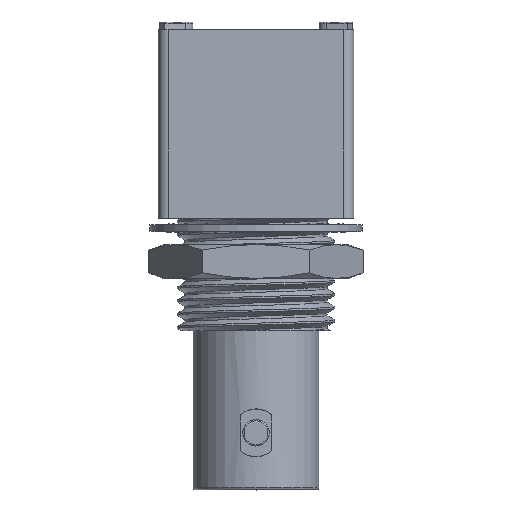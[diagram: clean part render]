
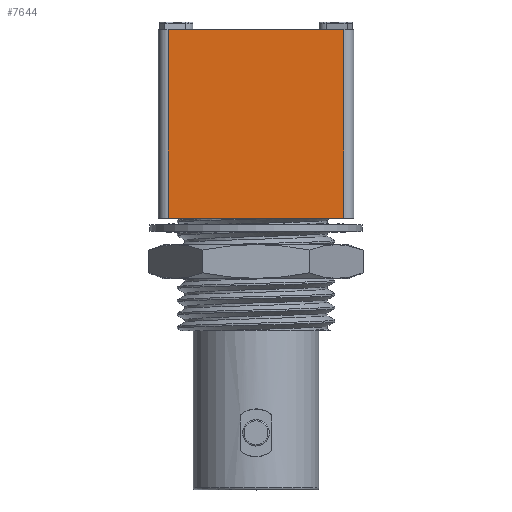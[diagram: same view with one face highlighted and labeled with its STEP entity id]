
A CAD part, top view. The second image highlights one B-rep face of the part: STEP entity #7644.
In plain terms, the highlighted planar face has unit normal (0, 0, 1).
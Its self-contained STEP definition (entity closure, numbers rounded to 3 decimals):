
#299=PLANE('',#8259);
#584=FACE_OUTER_BOUND('',#1065,.T.);
#1065=EDGE_LOOP('',(#5514,#5515,#5516,#5517));
#2057=LINE('',#12540,#2721);
#2059=LINE('',#12546,#2723);
#2060=LINE('',#12548,#2724);
#2061=LINE('',#12549,#2725);
#2721=VECTOR('',#9333,10.);
#2723=VECTOR('',#9339,10.);
#2724=VECTOR('',#9340,10.);
#2725=VECTOR('',#9341,10.);
#3408=VERTEX_POINT('',#12537);
#3409=VERTEX_POINT('',#12539);
#3411=VERTEX_POINT('',#12545);
#3412=VERTEX_POINT('',#12547);
#4213=EDGE_CURVE('',#3408,#3409,#2057,.T.);
#4216=EDGE_CURVE('',#3411,#3408,#2059,.T.);
#4217=EDGE_CURVE('',#3412,#3411,#2060,.T.);
#4218=EDGE_CURVE('',#3412,#3409,#2061,.T.);
#5514=ORIENTED_EDGE('',*,*,#4213,.F.);
#5515=ORIENTED_EDGE('',*,*,#4216,.F.);
#5516=ORIENTED_EDGE('',*,*,#4217,.F.);
#5517=ORIENTED_EDGE('',*,*,#4218,.T.);
#7644=ADVANCED_FACE('',(#584),#299,.T.);
#8259=AXIS2_PLACEMENT_3D('',#12544,#9337,#9338);
#9333=DIRECTION('',(0.,-1.,0.));
#9337=DIRECTION('center_axis',(0.,0.,1.));
#9338=DIRECTION('ref_axis',(1.,0.,0.));
#9339=DIRECTION('',(1.,0.,0.));
#9340=DIRECTION('',(0.,1.,0.));
#9341=DIRECTION('',(1.,0.,0.));
#12537=CARTESIAN_POINT('',(6.625,14.2,6.25));
#12539=CARTESIAN_POINT('',(6.625,0.,6.25));
#12540=CARTESIAN_POINT('',(6.625,0.,6.25));
#12544=CARTESIAN_POINT('Origin',(-7.375,0.,6.25));
#12545=CARTESIAN_POINT('',(-6.625,14.2,6.25));
#12546=CARTESIAN_POINT('',(-7.375,14.2,6.25));
#12547=CARTESIAN_POINT('',(-6.625,0.,6.25));
#12548=CARTESIAN_POINT('',(-6.625,0.,6.25));
#12549=CARTESIAN_POINT('',(-7.375,0.,6.25));
